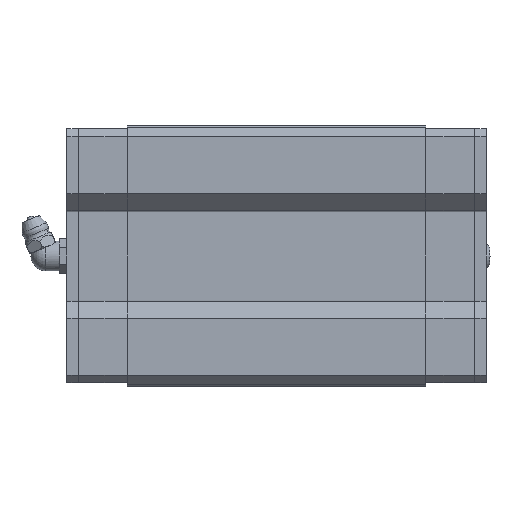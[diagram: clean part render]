
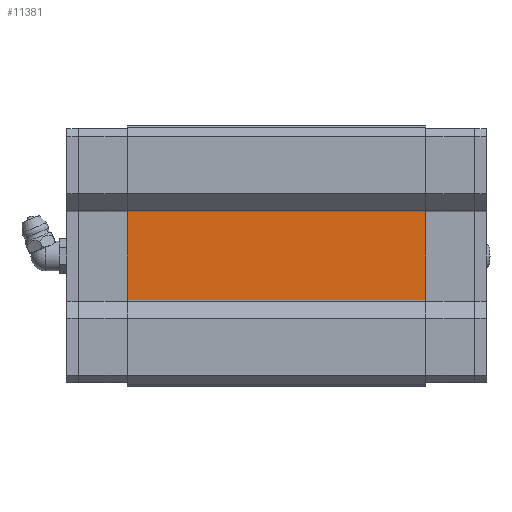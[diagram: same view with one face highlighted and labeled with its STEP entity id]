
A CAD part, front view. The second image highlights one B-rep face of the part: STEP entity #11381.
In plain terms, the highlighted planar face has unit normal (0, -1, 0).
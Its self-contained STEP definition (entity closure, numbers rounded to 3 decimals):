
#339=PLANE('',#12252);
#930=FACE_OUTER_BOUND('',#1579,.T.);
#1579=EDGE_LOOP('',(#9224,#9225,#9226,#9227));
#2556=LINE('',#17462,#3872);
#2618=LINE('',#17598,#3934);
#2632=LINE('',#17625,#3948);
#2633=LINE('',#17627,#3949);
#3872=VECTOR('',#14161,10.);
#3934=VECTOR('',#14241,10.);
#3948=VECTOR('',#14277,106.);
#3949=VECTOR('',#14280,106.);
#5388=VERTEX_POINT('',#17459);
#5389=VERTEX_POINT('',#17461);
#5453=VERTEX_POINT('',#17595);
#5454=VERTEX_POINT('',#17597);
#6731=EDGE_CURVE('',#5388,#5389,#2556,.T.);
#6801=EDGE_CURVE('',#5453,#5454,#2618,.T.);
#6815=EDGE_CURVE('',#5453,#5389,#2632,.T.);
#6816=EDGE_CURVE('',#5454,#5388,#2633,.T.);
#9224=ORIENTED_EDGE('',*,*,#6801,.F.);
#9225=ORIENTED_EDGE('',*,*,#6815,.T.);
#9226=ORIENTED_EDGE('',*,*,#6731,.F.);
#9227=ORIENTED_EDGE('',*,*,#6816,.F.);
#11381=ADVANCED_FACE('',(#930),#339,.T.);
#12252=AXIS2_PLACEMENT_3D('',#17626,#14278,#14279);
#14161=DIRECTION('',(-1.,0.,0.));
#14241=DIRECTION('',(1.,0.,0.));
#14277=DIRECTION('',(0.,0.,-1.));
#14278=DIRECTION('center_axis',(0.,-1.,0.));
#14279=DIRECTION('ref_axis',(0.,0.,-1.));
#14280=DIRECTION('',(0.,0.,-1.));
#17459=CARTESIAN_POINT('',(13.251,0.,-40.));
#17461=CARTESIAN_POINT('',(-13.251,0.,-40.));
#17462=CARTESIAN_POINT('',(-6.626,0.,-40.));
#17595=CARTESIAN_POINT('',(-13.251,0.,40.));
#17597=CARTESIAN_POINT('',(13.251,0.,40.));
#17598=CARTESIAN_POINT('',(-6.626,0.,40.));
#17625=CARTESIAN_POINT('',(-13.251,0.,56.2));
#17626=CARTESIAN_POINT('Origin',(-13.251,0.,-40.));
#17627=CARTESIAN_POINT('',(13.251,0.,56.2));
